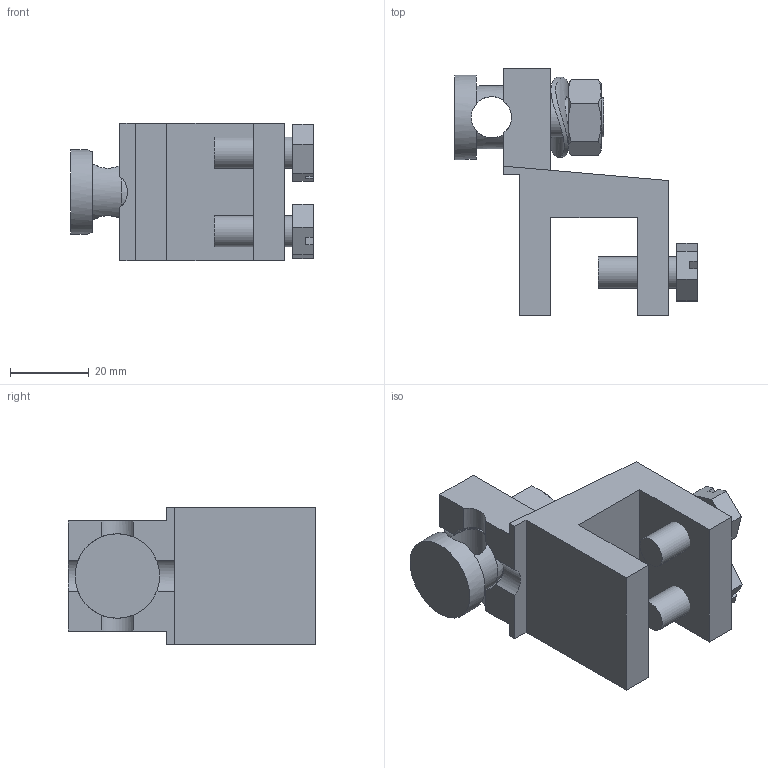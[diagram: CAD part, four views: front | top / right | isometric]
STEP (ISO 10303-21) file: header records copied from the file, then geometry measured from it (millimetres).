
FILE_DESCRIPTION (( 'STEP AP214' ), '1' );
FILE_NAME ('5304504.stp', '2023-04-11T11:57:36', ( '' ), ( '' ), 'SwSTEP 2.0', 'SolidWorks 2022', '' );
FILE_SCHEMA (( 'AUTOMOTIVE_DESIGN' ));
Length unit declared in the file: millimetre
Products named in the file (6): 0072314; 013622_gebogene Darstellung; 020244_DIN 934 - M10; 5304504; 172251; 066303_Standard
Assembly tree (6 placements, depth 2):
  5304504
    066303_Standard
    0072314  x2
    172251
    013622_gebogene Darstellung
    020244_DIN 934 - M10
Bounding box: 61.8 x 63 x 35 mm (x, y, z)
Volume: 44384.3 mm3; surface area: 17784.6 mm2
Topology: 6 solids, 6 shells, 95 faces, 236 edges, 153 vertices
Faces by surface type: plane 58, cylinder 19, cone 16, torus 1, bspline 1
Full cylindrical faces by diameter (mm): 6.8 x2, 8 x2, 8.38 x1, 10 x1, 10.5 x2, 11 x1, 17 x1, 21.5 x1
Entity records: 3434 total; most frequent: CARTESIAN_POINT 1123, DIRECTION 360, ORIENTED_EDGE 356, EDGE_CURVE 178, AXIS2_PLACEMENT_3D 133, VERTEX_POINT 122, EDGE_LOOP 108, LINE 94
